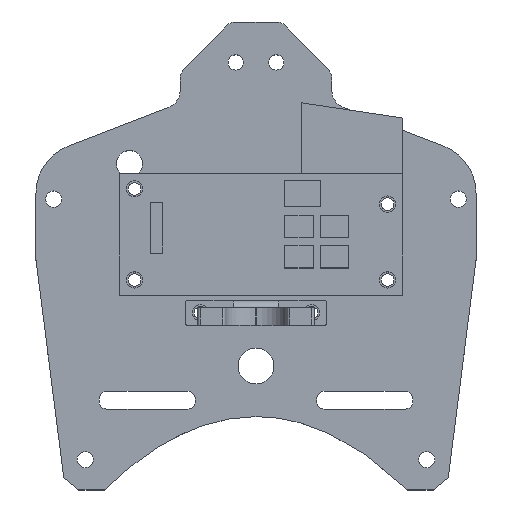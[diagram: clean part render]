
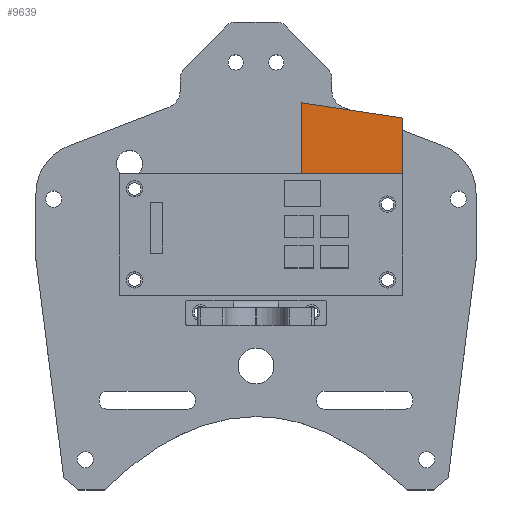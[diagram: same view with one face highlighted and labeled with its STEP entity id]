
A CAD part, top view. The second image highlights one B-rep face of the part: STEP entity #9639.
In plain terms, the highlighted planar face has unit normal (0, 0, 1).
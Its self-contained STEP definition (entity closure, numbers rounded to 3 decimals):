
#8262 = PLANE('',#8263);
#8263 = AXIS2_PLACEMENT_3D('',#8264,#8265,#8266);
#8264 = CARTESIAN_POINT('',(29.,-34.455,7.455));
#8265 = DIRECTION('',(1.,0.,0.));
#8266 = DIRECTION('',(0.,0.,1.));
#8404 = VERTEX_POINT('',#8405);
#8405 = CARTESIAN_POINT('',(29.,-19.,14.));
#8419 = PLANE('',#8420);
#8420 = AXIS2_PLACEMENT_3D('',#8421,#8422,#8423);
#8421 = CARTESIAN_POINT('',(29.,-19.,5.));
#8422 = DIRECTION('',(-0.148,-0.989,0.));
#8423 = DIRECTION('',(-0.989,0.148,0.));
#8431 = EDGE_CURVE('',#8432,#8404,#8434,.T.);
#8432 = VERTEX_POINT('',#8433);
#8433 = CARTESIAN_POINT('',(29.,-30.,14.));
#8434 = SURFACE_CURVE('',#8435,(#8439,#8446),.PCURVE_S1.);
#8435 = LINE('',#8436,#8437);
#8436 = CARTESIAN_POINT('',(29.,-30.,14.));
#8437 = VECTOR('',#8438,1.);
#8438 = DIRECTION('',(0.,1.,0.));
#8439 = PCURVE('',#8262,#8440);
#8440 = DEFINITIONAL_REPRESENTATION('',(#8441),#8445);
#8441 = LINE('',#8442,#8443);
#8442 = CARTESIAN_POINT('',(6.545,-4.455));
#8443 = VECTOR('',#8444,1.);
#8444 = DIRECTION('',(0.,-1.));
#8445 = ( GEOMETRIC_REPRESENTATION_CONTEXT(2) 
PARAMETRIC_REPRESENTATION_CONTEXT() REPRESENTATION_CONTEXT('2D SPACE',''
  ) );
#8446 = PCURVE('',#8447,#8452);
#8447 = PLANE('',#8448);
#8448 = AXIS2_PLACEMENT_3D('',#8449,#8450,#8451);
#8449 = CARTESIAN_POINT('',(18.541,-23.694,14.));
#8450 = DIRECTION('',(0.,0.,1.));
#8451 = DIRECTION('',(1.,0.,0.));
#8452 = DEFINITIONAL_REPRESENTATION('',(#8453),#8457);
#8453 = LINE('',#8454,#8455);
#8454 = CARTESIAN_POINT('',(10.459,-6.306));
#8455 = VECTOR('',#8456,1.);
#8456 = DIRECTION('',(0.,1.));
#8457 = ( GEOMETRIC_REPRESENTATION_CONTEXT(2) 
PARAMETRIC_REPRESENTATION_CONTEXT() REPRESENTATION_CONTEXT('2D SPACE',''
  ) );
#8475 = PLANE('',#8476);
#8476 = AXIS2_PLACEMENT_3D('',#8477,#8478,#8479);
#8477 = CARTESIAN_POINT('',(9.003,-30.,5.));
#8478 = DIRECTION('',(0.,1.,0.));
#8479 = DIRECTION('',(1.,0.,0.));
#8552 = PLANE('',#8553);
#8553 = AXIS2_PLACEMENT_3D('',#8554,#8555,#8556);
#8554 = CARTESIAN_POINT('',(9.,-16.,5.));
#8555 = DIRECTION('',(1.,0.,0.));
#8556 = DIRECTION('',(0.,-1.,0.));
#9595 = EDGE_CURVE('',#8404,#9596,#9598,.T.);
#9596 = VERTEX_POINT('',#9597);
#9597 = CARTESIAN_POINT('',(9.,-16.,14.));
#9598 = SURFACE_CURVE('',#9599,(#9603,#9610),.PCURVE_S1.);
#9599 = LINE('',#9600,#9601);
#9600 = CARTESIAN_POINT('',(29.,-19.,14.));
#9601 = VECTOR('',#9602,1.);
#9602 = DIRECTION('',(-0.989,0.148,0.));
#9603 = PCURVE('',#8419,#9604);
#9604 = DEFINITIONAL_REPRESENTATION('',(#9605),#9609);
#9605 = LINE('',#9606,#9607);
#9606 = CARTESIAN_POINT('',(0.,-9.));
#9607 = VECTOR('',#9608,1.);
#9608 = DIRECTION('',(1.,0.));
#9609 = ( GEOMETRIC_REPRESENTATION_CONTEXT(2) 
PARAMETRIC_REPRESENTATION_CONTEXT() REPRESENTATION_CONTEXT('2D SPACE',''
  ) );
#9610 = PCURVE('',#8447,#9611);
#9611 = DEFINITIONAL_REPRESENTATION('',(#9612),#9616);
#9612 = LINE('',#9613,#9614);
#9613 = CARTESIAN_POINT('',(10.459,4.694));
#9614 = VECTOR('',#9615,1.);
#9615 = DIRECTION('',(-0.989,0.148));
#9616 = ( GEOMETRIC_REPRESENTATION_CONTEXT(2) 
PARAMETRIC_REPRESENTATION_CONTEXT() REPRESENTATION_CONTEXT('2D SPACE',''
  ) );
#9639 = ADVANCED_FACE('',(#9640),#8447,.T.);
#9640 = FACE_BOUND('',#9641,.T.);
#9641 = EDGE_LOOP('',(#9642,#9643,#9644,#9667));
#9642 = ORIENTED_EDGE('',*,*,#8431,.T.);
#9643 = ORIENTED_EDGE('',*,*,#9595,.T.);
#9644 = ORIENTED_EDGE('',*,*,#9645,.T.);
#9645 = EDGE_CURVE('',#9596,#9646,#9648,.T.);
#9646 = VERTEX_POINT('',#9647);
#9647 = CARTESIAN_POINT('',(9.003,-30.,14.));
#9648 = SURFACE_CURVE('',#9649,(#9653,#9660),.PCURVE_S1.);
#9649 = LINE('',#9650,#9651);
#9650 = CARTESIAN_POINT('',(9.,-16.,14.));
#9651 = VECTOR('',#9652,1.);
#9652 = DIRECTION('',(0.,-1.,0.));
#9653 = PCURVE('',#8447,#9654);
#9654 = DEFINITIONAL_REPRESENTATION('',(#9655),#9659);
#9655 = LINE('',#9656,#9657);
#9656 = CARTESIAN_POINT('',(-9.541,7.694));
#9657 = VECTOR('',#9658,1.);
#9658 = DIRECTION('',(0.,-1.));
#9659 = ( GEOMETRIC_REPRESENTATION_CONTEXT(2) 
PARAMETRIC_REPRESENTATION_CONTEXT() REPRESENTATION_CONTEXT('2D SPACE',''
  ) );
#9660 = PCURVE('',#8552,#9661);
#9661 = DEFINITIONAL_REPRESENTATION('',(#9662),#9666);
#9662 = LINE('',#9663,#9664);
#9663 = CARTESIAN_POINT('',(0.,-9.));
#9664 = VECTOR('',#9665,1.);
#9665 = DIRECTION('',(1.,0.));
#9666 = ( GEOMETRIC_REPRESENTATION_CONTEXT(2) 
PARAMETRIC_REPRESENTATION_CONTEXT() REPRESENTATION_CONTEXT('2D SPACE',''
  ) );
#9667 = ORIENTED_EDGE('',*,*,#9668,.T.);
#9668 = EDGE_CURVE('',#9646,#8432,#9669,.T.);
#9669 = SURFACE_CURVE('',#9670,(#9674,#9681),.PCURVE_S1.);
#9670 = LINE('',#9671,#9672);
#9671 = CARTESIAN_POINT('',(9.003,-30.,14.));
#9672 = VECTOR('',#9673,1.);
#9673 = DIRECTION('',(1.,0.,0.));
#9674 = PCURVE('',#8447,#9675);
#9675 = DEFINITIONAL_REPRESENTATION('',(#9676),#9680);
#9676 = LINE('',#9677,#9678);
#9677 = CARTESIAN_POINT('',(-9.538,-6.306));
#9678 = VECTOR('',#9679,1.);
#9679 = DIRECTION('',(1.,0.));
#9680 = ( GEOMETRIC_REPRESENTATION_CONTEXT(2) 
PARAMETRIC_REPRESENTATION_CONTEXT() REPRESENTATION_CONTEXT('2D SPACE',''
  ) );
#9681 = PCURVE('',#8475,#9682);
#9682 = DEFINITIONAL_REPRESENTATION('',(#9683),#9687);
#9683 = LINE('',#9684,#9685);
#9684 = CARTESIAN_POINT('',(0.,-9.));
#9685 = VECTOR('',#9686,1.);
#9686 = DIRECTION('',(1.,0.));
#9687 = ( GEOMETRIC_REPRESENTATION_CONTEXT(2) 
PARAMETRIC_REPRESENTATION_CONTEXT() REPRESENTATION_CONTEXT('2D SPACE',''
  ) );
